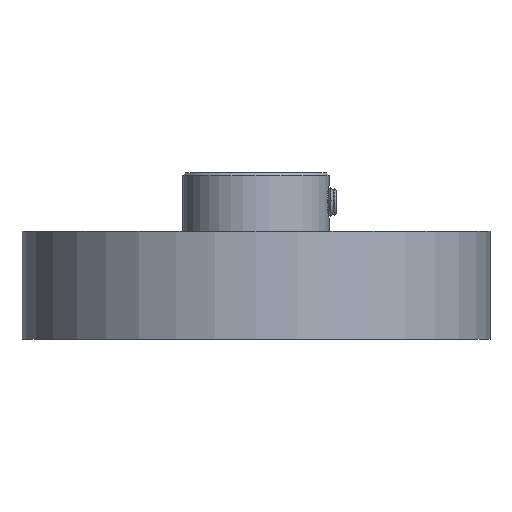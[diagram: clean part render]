
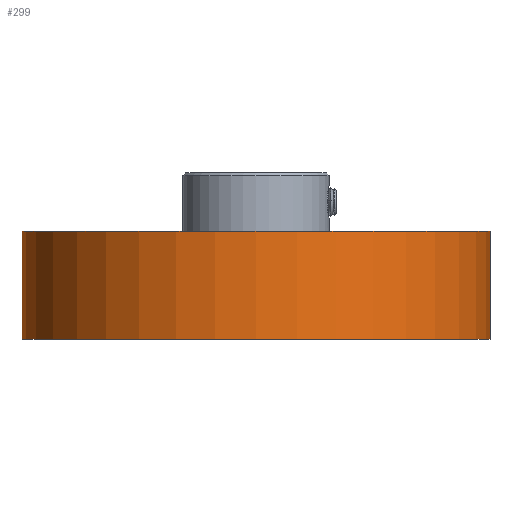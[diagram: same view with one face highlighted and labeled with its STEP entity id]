
A CAD part, front view. The second image highlights one B-rep face of the part: STEP entity #299.
In plain terms, the highlighted cylindrical face has radius 50.8 mm (diameter 101.6 mm), a partial arc.
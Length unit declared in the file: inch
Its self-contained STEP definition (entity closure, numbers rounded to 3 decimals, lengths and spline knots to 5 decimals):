
#83 = EDGE_CURVE ( 'NONE', #3120, #3186, #4138, .T. ) ;
#99 = EDGE_CURVE ( 'NONE', #3289, #3120, #4110, .T. ) ;
#299 = ADVANCED_FACE ( 'NONE', ( #5132 ), #5122, .T. ) ;
#406 = AXIS2_PLACEMENT_3D ( 'NONE', #1929, #1971, #1954 ) ;
#974 = CARTESIAN_POINT ( 'NONE',  ( 0., 0., -0.924 ) ) ;
#977 = DIRECTION ( 'NONE',  ( 1., 0., 0. ) ) ;
#1097 = DIRECTION ( 'NONE',  ( 0., 0., 1. ) ) ;
#1678 = CARTESIAN_POINT ( 'NONE',  ( 2., 0., 0. ) ) ;
#1719 = CARTESIAN_POINT ( 'NONE',  ( 2., 0., -0.924 ) ) ;
#1730 = CARTESIAN_POINT ( 'NONE',  ( -2., 0., 0. ) ) ;
#1911 = CARTESIAN_POINT ( 'NONE',  ( -2., 0., -0.924 ) ) ;
#1929 = CARTESIAN_POINT ( 'NONE',  ( 0., 0., 0. ) ) ;
#1954 = DIRECTION ( 'NONE',  ( 1., 0., 0. ) ) ;
#1971 = DIRECTION ( 'NONE',  ( 0., 0., -1. ) ) ;
#2019 = DIRECTION ( 'NONE',  ( 0., 0., 1. ) ) ;
#2020 = CARTESIAN_POINT ( 'NONE',  ( -2., 0., -0.924 ) ) ;
#2241 = VECTOR ( 'NONE', #2019, 39.37008 ) ;
#2242 = LINE ( 'NONE', #2020, #2241 ) ;
#2292 = CIRCLE ( 'NONE', #406, 2. ) ;
#3109 = VERTEX_POINT ( 'NONE', #1730 ) ;
#3120 = VERTEX_POINT ( 'NONE', #1719 ) ;
#3186 = VERTEX_POINT ( 'NONE', #1678 ) ;
#3289 = VERTEX_POINT ( 'NONE', #1911 ) ;
#3606 = DIRECTION ( 'NONE',  ( 1., 0., 0. ) ) ;
#3607 = DIRECTION ( 'NONE',  ( 0., 0., 1. ) ) ;
#3609 = CARTESIAN_POINT ( 'NONE',  ( 0., 0., -0.924 ) ) ;
#3648 = DIRECTION ( 'NONE',  ( 0., 0., 1. ) ) ;
#3649 = CARTESIAN_POINT ( 'NONE',  ( 2., 0., -0.924 ) ) ;
#4032 = EDGE_LOOP ( 'NONE', ( #4437, #4385, #4316, #4266 ) ) ;
#4110 = CIRCLE ( 'NONE', #4765, 2. ) ;
#4138 = LINE ( 'NONE', #3649, #4140 ) ;
#4140 = VECTOR ( 'NONE', #3648, 39.37008 ) ;
#4266 = ORIENTED_EDGE ( 'NONE', *, *, #4680, .T. ) ;
#4316 = ORIENTED_EDGE ( 'NONE', *, *, #83, .T. ) ;
#4385 = ORIENTED_EDGE ( 'NONE', *, *, #99, .T. ) ;
#4437 = ORIENTED_EDGE ( 'NONE', *, *, #4730, .F. ) ;
#4680 = EDGE_CURVE ( 'NONE', #3186, #3109, #2292, .T. ) ;
#4730 = EDGE_CURVE ( 'NONE', #3289, #3109, #2242, .T. ) ;
#4765 = AXIS2_PLACEMENT_3D ( 'NONE', #3609, #3607, #3606 ) ;
#4784 = AXIS2_PLACEMENT_3D ( 'NONE', #974, #1097, #977 ) ;
#5122 = CYLINDRICAL_SURFACE ( 'NONE', #4784, 2. ) ;
#5132 = FACE_OUTER_BOUND ( 'NONE', #4032, .T. ) ;
